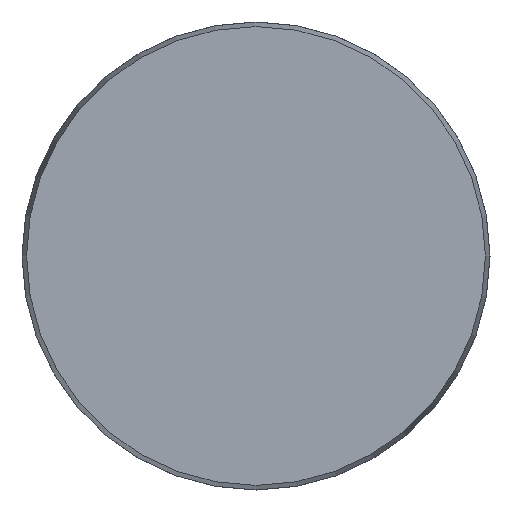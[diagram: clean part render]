
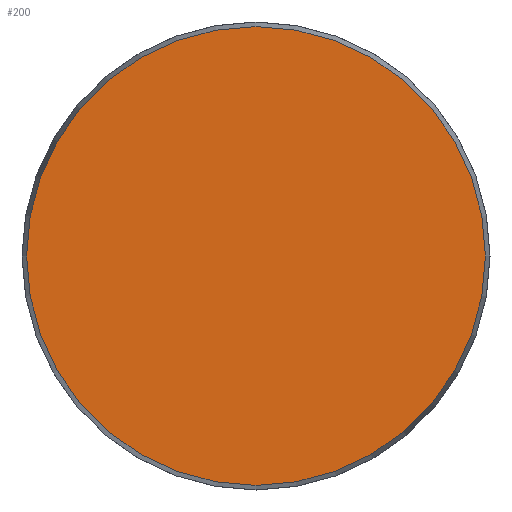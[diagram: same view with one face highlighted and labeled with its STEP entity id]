
A CAD part, front view. The second image highlights one B-rep face of the part: STEP entity #200.
In plain terms, the highlighted planar face has unit normal (0, -1, 0).
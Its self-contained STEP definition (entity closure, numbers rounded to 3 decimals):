
#14 = ORIENTED_EDGE ( 'NONE', *, *, #282, .T. ) ;
#38 = CARTESIAN_POINT ( 'NONE',  ( 0., 0., -28.425 ) ) ;
#64 = DIRECTION ( 'NONE',  ( 0., 0., -1. ) ) ;
#79 = CARTESIAN_POINT ( 'NONE',  ( -28.425, 0., 0. ) ) ;
#84 = DIRECTION ( 'NONE',  ( 0., 0., 1. ) ) ;
#90 = AXIS2_PLACEMENT_3D ( 'NONE', #79, #428, #84 ) ;
#108 = CARTESIAN_POINT ( 'NONE',  ( 0., 0., 0. ) ) ;
#200 = ADVANCED_FACE ( 'NONE', ( #253 ), #388, .F. ) ;
#241 = CIRCLE ( 'NONE', #352, 28.425 ) ;
#247 = EDGE_LOOP ( 'NONE', ( #14 ) ) ;
#253 = FACE_OUTER_BOUND ( 'NONE', #247, .T. ) ;
#282 = EDGE_CURVE ( 'NONE', #386, #386, #241, .T. ) ;
#352 = AXIS2_PLACEMENT_3D ( 'NONE', #108, #450, #64 ) ;
#386 = VERTEX_POINT ( 'NONE', #38 ) ;
#388 = PLANE ( 'NONE',  #90 ) ;
#428 = DIRECTION ( 'NONE',  ( 0., 1., 0. ) ) ;
#450 = DIRECTION ( 'NONE',  ( 0., -1., 0. ) ) ;
